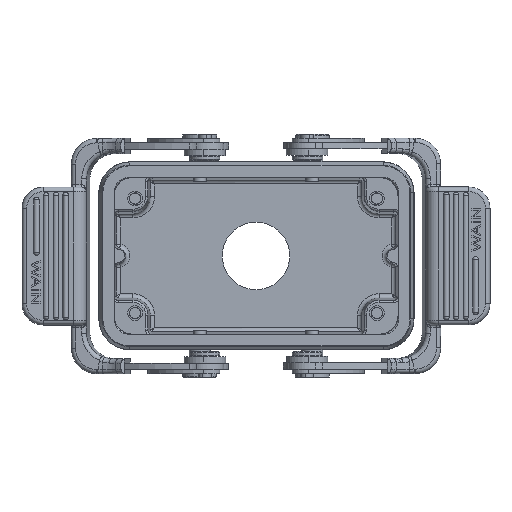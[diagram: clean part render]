
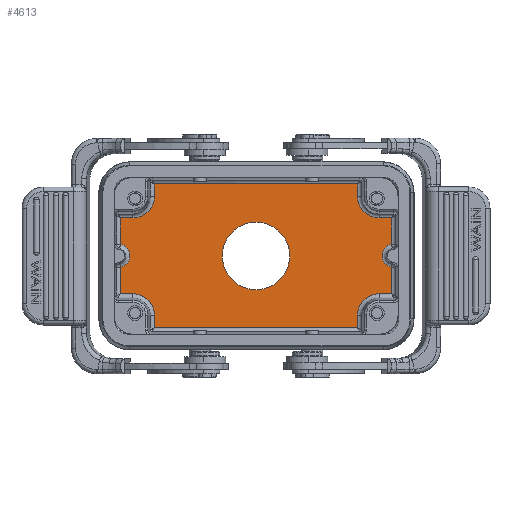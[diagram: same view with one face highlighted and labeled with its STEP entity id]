
A CAD part, front view. The second image highlights one B-rep face of the part: STEP entity #4613.
In plain terms, the highlighted planar face has unit normal (0, -1, 0).
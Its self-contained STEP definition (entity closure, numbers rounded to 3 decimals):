
#445=FACE_BOUND('',#8869,.T.);
#446=FACE_BOUND('',#8870,.T.);
#1289=CIRCLE('',#32139,7.95);
#1290=CIRCLE('',#32141,7.95);
#1297=CIRCLE('',#32154,5.054);
#1302=CIRCLE('',#32163,2.772);
#1307=CIRCLE('',#32178,2.772);
#1313=CIRCLE('',#32189,5.054);
#1326=CIRCLE('',#32216,5.054);
#1327=CIRCLE('',#32217,5.054);
#4613=ADVANCED_FACE('',(#445,#446),#5806,.F.);
#5806=PLANE('',#32218);
#8869=EDGE_LOOP('',(#15112,#15113));
#8870=EDGE_LOOP('',(#15114,#15115,#15116,#15117,#15118,#15119,#15120,#15121,
#15122,#15123,#15124,#15125,#15126,#15127,#15128,#15129,#15130,#15131,#15132,
#15133));
#15112=ORIENTED_EDGE('',*,*,#24216,.F.);
#15113=ORIENTED_EDGE('',*,*,#24217,.F.);
#15114=ORIENTED_EDGE('',*,*,#24276,.F.);
#15115=ORIENTED_EDGE('',*,*,#24264,.T.);
#15116=ORIENTED_EDGE('',*,*,#24326,.F.);
#15117=ORIENTED_EDGE('',*,*,#24327,.F.);
#15118=ORIENTED_EDGE('',*,*,#24328,.T.);
#15119=ORIENTED_EDGE('',*,*,#24329,.T.);
#15120=ORIENTED_EDGE('',*,*,#24228,.T.);
#15121=ORIENTED_EDGE('',*,*,#24236,.F.);
#15122=ORIENTED_EDGE('',*,*,#24238,.T.);
#15123=ORIENTED_EDGE('',*,*,#24330,.F.);
#15124=ORIENTED_EDGE('',*,*,#24247,.F.);
#15125=ORIENTED_EDGE('',*,*,#24259,.T.);
#15126=ORIENTED_EDGE('',*,*,#24331,.T.);
#15127=ORIENTED_EDGE('',*,*,#24332,.F.);
#15128=ORIENTED_EDGE('',*,*,#24333,.T.);
#15129=ORIENTED_EDGE('',*,*,#24302,.T.);
#15130=ORIENTED_EDGE('',*,*,#24292,.T.);
#15131=ORIENTED_EDGE('',*,*,#24290,.F.);
#15132=ORIENTED_EDGE('',*,*,#24282,.T.);
#15133=ORIENTED_EDGE('',*,*,#24325,.T.);
#20336=VERTEX_POINT('',#51905);
#20337=VERTEX_POINT('',#51907);
#20346=VERTEX_POINT('',#51938);
#20347=VERTEX_POINT('',#52074);
#20350=VERTEX_POINT('',#52087);
#20351=VERTEX_POINT('',#52099);
#20356=VERTEX_POINT('',#52114);
#20359=VERTEX_POINT('',#52124);
#20367=VERTEX_POINT('',#52175);
#20371=VERTEX_POINT('',#52195);
#20372=VERTEX_POINT('',#52196);
#20379=VERTEX_POINT('',#52243);
#20383=VERTEX_POINT('',#52265);
#20384=VERTEX_POINT('',#52267);
#20389=VERTEX_POINT('',#52283);
#20390=VERTEX_POINT('',#52287);
#20396=VERTEX_POINT('',#52442);
#20408=VERTEX_POINT('',#52648);
#20409=VERTEX_POINT('',#52650);
#20410=VERTEX_POINT('',#52652);
#20411=VERTEX_POINT('',#52656);
#20412=VERTEX_POINT('',#52658);
#24216=EDGE_CURVE('',#20337,#20336,#1289,.T.);
#24217=EDGE_CURVE('',#20336,#20337,#1290,.T.);
#24228=EDGE_CURVE('',#20346,#20347,#27463,.T.);
#24236=EDGE_CURVE('',#20350,#20347,#1297,.T.);
#24238=EDGE_CURVE('',#20350,#20351,#27467,.T.);
#24247=EDGE_CURVE('',#20356,#20359,#1302,.T.);
#24259=EDGE_CURVE('',#20356,#20367,#27473,.T.);
#24264=EDGE_CURVE('',#20371,#20372,#27475,.T.);
#24276=EDGE_CURVE('',#20371,#20379,#1307,.T.);
#24282=EDGE_CURVE('',#20384,#20383,#27477,.T.);
#24290=EDGE_CURVE('',#20384,#20389,#1313,.T.);
#24292=EDGE_CURVE('',#20390,#20389,#27482,.T.);
#24302=EDGE_CURVE('',#20396,#20390,#27488,.T.);
#24325=EDGE_CURVE('',#20383,#20379,#27494,.T.);
#24326=EDGE_CURVE('',#20408,#20372,#27495,.T.);
#24327=EDGE_CURVE('',#20409,#20408,#1326,.T.);
#24328=EDGE_CURVE('',#20409,#20410,#27496,.T.);
#24329=EDGE_CURVE('',#20410,#20346,#27497,.T.);
#24330=EDGE_CURVE('',#20359,#20351,#27498,.T.);
#24331=EDGE_CURVE('',#20367,#20411,#27499,.T.);
#24332=EDGE_CURVE('',#20412,#20411,#1327,.T.);
#24333=EDGE_CURVE('',#20412,#20396,#27500,.T.);
#27463=LINE('',#52073,#29819);
#27467=LINE('',#52100,#29823);
#27473=LINE('',#52174,#29829);
#27475=LINE('',#52194,#29831);
#27477=LINE('',#52266,#29833);
#27482=LINE('',#52286,#29838);
#27488=LINE('',#52441,#29844);
#27494=LINE('',#52645,#29850);
#27495=LINE('',#52647,#29851);
#27496=LINE('',#52651,#29852);
#27497=LINE('',#52653,#29853);
#27498=LINE('',#52654,#29854);
#27499=LINE('',#52655,#29855);
#27500=LINE('',#52659,#29856);
#29819=VECTOR('',#37975,1.);
#29823=VECTOR('',#37997,1.);
#29829=VECTOR('',#38029,1.);
#29831=VECTOR('',#38035,1.);
#29833=VECTOR('',#38061,1.);
#29838=VECTOR('',#38084,1.);
#29844=VECTOR('',#38100,1.);
#29850=VECTOR('',#38142,1.);
#29851=VECTOR('',#38145,1.);
#29852=VECTOR('',#38148,1.);
#29853=VECTOR('',#38149,1.);
#29854=VECTOR('',#38150,1.);
#29855=VECTOR('',#38151,1.);
#29856=VECTOR('',#38154,1.);
#32139=AXIS2_PLACEMENT_3D('',#51908,#37953,#37954);
#32141=AXIS2_PLACEMENT_3D('',#51910,#37957,#37958);
#32154=AXIS2_PLACEMENT_3D('',#52088,#37993,#37994);
#32163=AXIS2_PLACEMENT_3D('',#52126,#38014,#38015);
#32178=AXIS2_PLACEMENT_3D('',#52242,#38050,#38051);
#32189=AXIS2_PLACEMENT_3D('',#52282,#38078,#38079);
#32216=AXIS2_PLACEMENT_3D('',#52649,#38146,#38147);
#32217=AXIS2_PLACEMENT_3D('',#52657,#38152,#38153);
#32218=AXIS2_PLACEMENT_3D('',#52660,#38155,#38156);
#37953=DIRECTION('',(0.,-1.,0.));
#37954=DIRECTION('',(-1.,0.,0.));
#37957=DIRECTION('',(0.,-1.,0.));
#37958=DIRECTION('',(1.,0.,0.));
#37975=DIRECTION('',(0.,0.,-1.));
#37993=DIRECTION('',(0.,-1.,0.));
#37994=DIRECTION('',(0.,0.,-1.));
#37997=DIRECTION('',(-1.,0.,0.));
#38014=DIRECTION('',(0.,-1.,0.));
#38015=DIRECTION('',(0.2,0.,-0.98));
#38029=DIRECTION('',(0.,0.,-1.));
#38035=DIRECTION('',(0.,0.,1.));
#38050=DIRECTION('',(0.,-1.,0.));
#38051=DIRECTION('',(-0.2,0.,0.98));
#38061=DIRECTION('',(1.,0.,0.));
#38078=DIRECTION('',(0.,-1.,0.));
#38079=DIRECTION('',(0.,0.,1.));
#38084=DIRECTION('',(0.,0.,1.));
#38100=DIRECTION('',(1.,0.,0.));
#38142=DIRECTION('',(0.,0.,1.));
#38145=DIRECTION('',(1.,0.,0.));
#38146=DIRECTION('',(0.,-1.,0.));
#38147=DIRECTION('',(-1.,0.,0.));
#38148=DIRECTION('',(0.,0.,1.));
#38149=DIRECTION('',(-1.,0.,0.));
#38150=DIRECTION('',(0.,0.,1.));
#38151=DIRECTION('',(1.,0.,0.));
#38152=DIRECTION('',(0.,-1.,0.));
#38153=DIRECTION('',(1.,0.,0.));
#38154=DIRECTION('',(0.,0.,-1.));
#38155=DIRECTION('',(0.,1.,0.));
#38156=DIRECTION('',(0.,0.,-1.));
#51905=CARTESIAN_POINT('',(7.95,19.35,0.));
#51907=CARTESIAN_POINT('',(-7.95,19.35,0.));
#51908=CARTESIAN_POINT('',(0.,19.35,0.));
#51910=CARTESIAN_POINT('',(0.,19.35,0.));
#51938=CARTESIAN_POINT('',(-23.947,19.35,16.947));
#52073=CARTESIAN_POINT('',(-23.947,19.35,16.947));
#52074=CARTESIAN_POINT('',(-23.946,19.35,14.));
#52087=CARTESIAN_POINT('',(-29.,19.35,8.946));
#52088=CARTESIAN_POINT('',(-29.,19.35,14.));
#52099=CARTESIAN_POINT('',(-31.947,19.35,8.947));
#52100=CARTESIAN_POINT('',(-29.,19.35,8.946));
#52114=CARTESIAN_POINT('',(-31.947,19.35,-2.716));
#52124=CARTESIAN_POINT('',(-31.947,19.35,2.717));
#52126=CARTESIAN_POINT('',(-32.5,19.35,0.));
#52174=CARTESIAN_POINT('',(-31.947,19.35,-2.717));
#52175=CARTESIAN_POINT('',(-31.947,19.35,-8.947));
#52194=CARTESIAN_POINT('',(31.947,19.35,2.716));
#52195=CARTESIAN_POINT('',(31.947,19.35,2.716));
#52196=CARTESIAN_POINT('',(31.947,19.35,8.947));
#52242=CARTESIAN_POINT('',(32.5,19.35,0.));
#52243=CARTESIAN_POINT('',(31.947,19.35,-2.716));
#52265=CARTESIAN_POINT('',(31.947,19.35,-8.947));
#52266=CARTESIAN_POINT('',(29.,19.35,-8.946));
#52267=CARTESIAN_POINT('',(29.,19.35,-8.946));
#52282=CARTESIAN_POINT('',(29.,19.35,-14.));
#52283=CARTESIAN_POINT('',(23.946,19.35,-14.));
#52286=CARTESIAN_POINT('',(23.947,19.35,-16.947));
#52287=CARTESIAN_POINT('',(23.947,19.35,-16.947));
#52441=CARTESIAN_POINT('',(-23.947,19.35,-16.947));
#52442=CARTESIAN_POINT('',(-23.947,19.35,-16.947));
#52645=CARTESIAN_POINT('',(31.947,19.35,-8.947));
#52647=CARTESIAN_POINT('',(29.,19.35,8.946));
#52648=CARTESIAN_POINT('',(29.,19.35,8.946));
#52649=CARTESIAN_POINT('',(29.,19.35,14.));
#52650=CARTESIAN_POINT('',(23.946,19.35,14.));
#52651=CARTESIAN_POINT('',(23.946,19.35,14.));
#52652=CARTESIAN_POINT('',(23.947,19.35,16.947));
#52653=CARTESIAN_POINT('',(23.947,19.35,16.947));
#52654=CARTESIAN_POINT('',(-31.947,19.35,2.716));
#52655=CARTESIAN_POINT('',(-31.947,19.35,-8.947));
#52656=CARTESIAN_POINT('',(-29.,19.35,-8.946));
#52657=CARTESIAN_POINT('',(-29.,19.35,-14.));
#52658=CARTESIAN_POINT('',(-23.946,19.35,-14.));
#52659=CARTESIAN_POINT('',(-23.946,19.35,-14.));
#52660=CARTESIAN_POINT('',(0.,19.35,0.));
